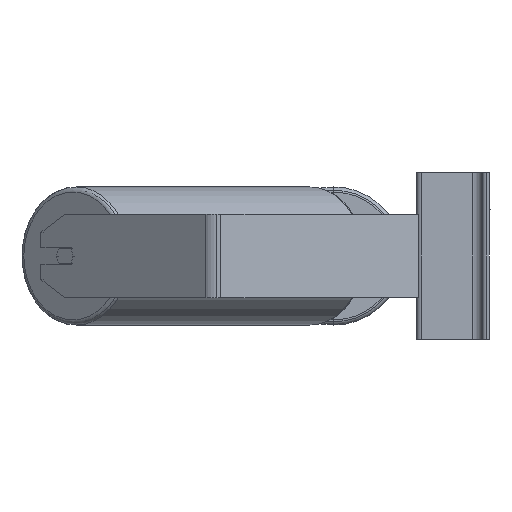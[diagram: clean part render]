
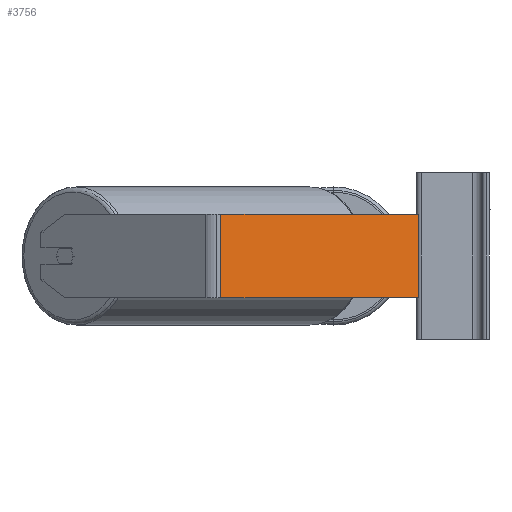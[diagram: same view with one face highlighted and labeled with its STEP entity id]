
A CAD part, left-side view. The second image highlights one B-rep face of the part: STEP entity #3756.
In plain terms, the highlighted planar face has unit normal (-0.966, -0.259, 0).
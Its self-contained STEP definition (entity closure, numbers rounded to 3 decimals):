
#72 = VERTEX_POINT ( 'NONE', #8426 ) ;
#491 = CARTESIAN_POINT ( 'NONE',  ( -638.647, 206.481, 40. ) ) ;
#644 = DIRECTION ( 'NONE',  ( 0.259, -0.966, 0. ) ) ;
#806 = DIRECTION ( 'NONE',  ( 0.259, -0.966, 0. ) ) ;
#912 = LINE ( 'NONE', #2551, #8748 ) ;
#1440 = CARTESIAN_POINT ( 'NONE',  ( -640.802, 214.526, 40. ) ) ;
#1599 = AXIS2_PLACEMENT_3D ( 'NONE', #8865, #8244, #4960 ) ;
#1945 = CARTESIAN_POINT ( 'NONE',  ( -638.647, 206.481, 40. ) ) ;
#2391 = VECTOR ( 'NONE', #5386, 1000. ) ;
#2551 = CARTESIAN_POINT ( 'NONE',  ( -587.727, 16.447, 40. ) ) ;
#2690 = ORIENTED_EDGE ( 'NONE', *, *, #10295, .F. ) ;
#2747 = LINE ( 'NONE', #1945, #2391 ) ;
#3122 = ORIENTED_EDGE ( 'NONE', *, *, #7006, .T. ) ;
#3153 = VERTEX_POINT ( 'NONE', #491 ) ;
#3647 = PLANE ( 'NONE',  #1599 ) ;
#3756 = ADVANCED_FACE ( 'NONE', ( #5273 ), #3647, .F. ) ;
#3975 = VECTOR ( 'NONE', #806, 1000. ) ;
#4843 = EDGE_CURVE ( 'NONE', #72, #8985, #9707, .T. ) ;
#4960 = DIRECTION ( 'NONE',  ( -0.259, 0.966, 0. ) ) ;
#5273 = FACE_OUTER_BOUND ( 'NONE', #8581, .T. ) ;
#5372 = CARTESIAN_POINT ( 'NONE',  ( -640.802, 214.526, -40. ) ) ;
#5386 = DIRECTION ( 'NONE',  ( 0., 0., -1. ) ) ;
#5583 = VERTEX_POINT ( 'NONE', #6353 ) ;
#6353 = CARTESIAN_POINT ( 'NONE',  ( -587.727, 16.447, 40. ) ) ;
#7006 = EDGE_CURVE ( 'NONE', #3153, #72, #2747, .T. ) ;
#7042 = ORIENTED_EDGE ( 'NONE', *, *, #4843, .T. ) ;
#8244 = DIRECTION ( 'NONE',  ( 0.966, 0.259, 0. ) ) ;
#8391 = VECTOR ( 'NONE', #644, 1000. ) ;
#8426 = CARTESIAN_POINT ( 'NONE',  ( -638.647, 206.481, -40. ) ) ;
#8581 = EDGE_LOOP ( 'NONE', ( #7042, #10000, #2690, #3122 ) ) ;
#8746 = EDGE_CURVE ( 'NONE', #5583, #8985, #912, .T. ) ;
#8748 = VECTOR ( 'NONE', #10156, 1000. ) ;
#8865 = CARTESIAN_POINT ( 'NONE',  ( -640.802, 214.526, 40. ) ) ;
#8985 = VERTEX_POINT ( 'NONE', #9017 ) ;
#9017 = CARTESIAN_POINT ( 'NONE',  ( -587.727, 16.447, -40. ) ) ;
#9203 = LINE ( 'NONE', #1440, #8391 ) ;
#9707 = LINE ( 'NONE', #5372, #3975 ) ;
#10000 = ORIENTED_EDGE ( 'NONE', *, *, #8746, .F. ) ;
#10156 = DIRECTION ( 'NONE',  ( 0., 0., -1. ) ) ;
#10295 = EDGE_CURVE ( 'NONE', #3153, #5583, #9203, .T. ) ;
